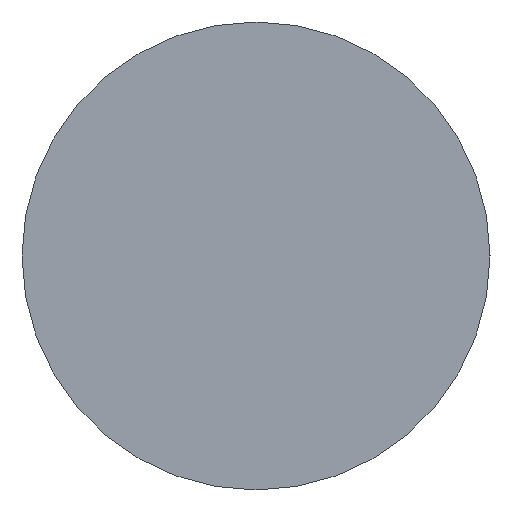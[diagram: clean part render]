
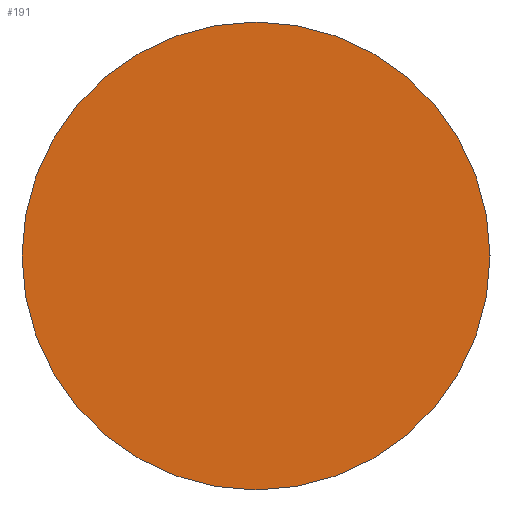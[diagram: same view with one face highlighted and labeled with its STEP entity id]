
A CAD part, front view. The second image highlights one B-rep face of the part: STEP entity #191.
In plain terms, the highlighted planar face has unit normal (0, -1, 0).
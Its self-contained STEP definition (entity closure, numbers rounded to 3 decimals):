
#12 = DIRECTION ( 'NONE',  ( 0., 1., 0. ) ) ;
#17 = AXIS2_PLACEMENT_3D ( 'NONE', #108, #12, #57 ) ;
#19 = DIRECTION ( 'NONE',  ( -1., 0., 0. ) ) ;
#24 = CARTESIAN_POINT ( 'NONE',  ( -3., 0., 0. ) ) ;
#32 = EDGE_CURVE ( 'NONE', #184, #60, #173, .T. ) ;
#57 = DIRECTION ( 'NONE',  ( -1., 0., 0. ) ) ;
#60 = VERTEX_POINT ( 'NONE', #24 ) ;
#69 = CARTESIAN_POINT ( 'NONE',  ( 0., 0., 0. ) ) ;
#76 = AXIS2_PLACEMENT_3D ( 'NONE', #69, #117, #197 ) ;
#77 = ORIENTED_EDGE ( 'NONE', *, *, #144, .F. ) ;
#79 = AXIS2_PLACEMENT_3D ( 'NONE', #95, #162, #19 ) ;
#95 = CARTESIAN_POINT ( 'NONE',  ( 0., 0., 0. ) ) ;
#108 = CARTESIAN_POINT ( 'NONE',  ( 0., 0., 0. ) ) ;
#117 = DIRECTION ( 'NONE',  ( 0., -1., 0. ) ) ;
#121 = CIRCLE ( 'NONE', #79, 3. ) ;
#124 = ORIENTED_EDGE ( 'NONE', *, *, #32, .F. ) ;
#144 = EDGE_CURVE ( 'NONE', #60, #184, #121, .T. ) ;
#146 = EDGE_LOOP ( 'NONE', ( #77, #124 ) ) ;
#150 = CARTESIAN_POINT ( 'NONE',  ( 3., 0., 0. ) ) ;
#162 = DIRECTION ( 'NONE',  ( 0., 1., 0. ) ) ;
#167 = PLANE ( 'NONE',  #76 ) ;
#173 = CIRCLE ( 'NONE', #17, 3. ) ;
#180 = FACE_OUTER_BOUND ( 'NONE', #146, .T. ) ;
#184 = VERTEX_POINT ( 'NONE', #150 ) ;
#191 = ADVANCED_FACE ( 'NONE', ( #180 ), #167, .T. ) ;
#197 = DIRECTION ( 'NONE',  ( 1., 0., 0. ) ) ;
